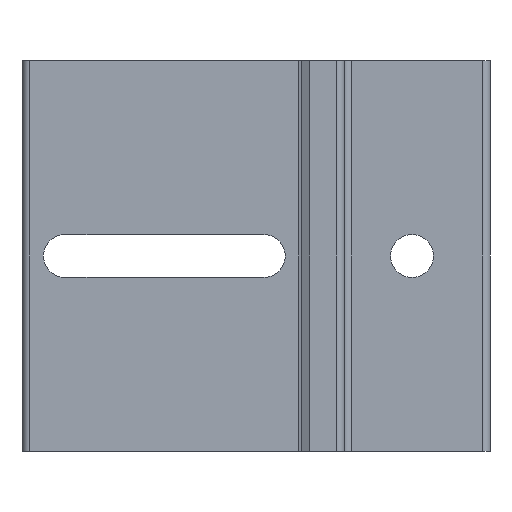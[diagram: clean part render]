
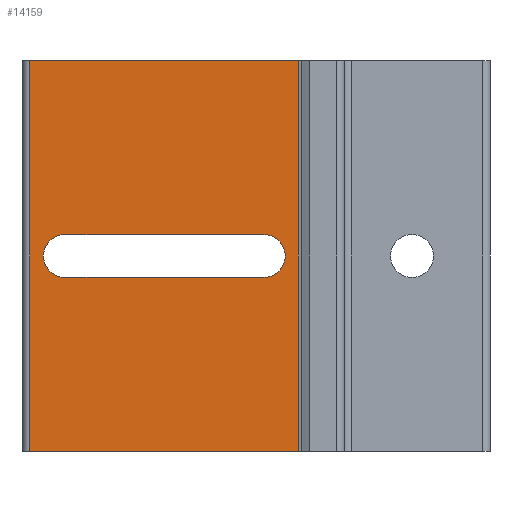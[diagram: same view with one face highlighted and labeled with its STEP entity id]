
A CAD part, front view. The second image highlights one B-rep face of the part: STEP entity #14159.
In plain terms, the highlighted planar face has unit normal (0, -1, 0).
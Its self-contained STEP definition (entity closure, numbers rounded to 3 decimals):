
#111=CARTESIAN_POINT('',(-10.3,0.,2.75));
#112=VERTEX_POINT('',#111);
#119=CARTESIAN_POINT('',(-35.8,0.,2.75));
#120=VERTEX_POINT('',#119);
#121=CARTESIAN_POINT('',(-35.8,0.,2.75));
#122=DIRECTION('',(1.0,0.0,0.0));
#123=VECTOR('',#122,25.5);
#124=LINE('',#121,#123);
#125=EDGE_CURVE('',#120,#112,#124,.T.);
#151=CARTESIAN_POINT('',(-35.8,0.,-2.75));
#152=VERTEX_POINT('',#151);
#153=CARTESIAN_POINT('',(-35.8,0.,0.0));
#154=DIRECTION('',(0.0,1.0,0.0));
#155=DIRECTION('',(0.0,0.0,1.0));
#156=AXIS2_PLACEMENT_3D('',#153,#154,#155);
#157=CIRCLE('',#156,2.75);
#158=EDGE_CURVE('',#152,#120,#157,.T.);
#183=CARTESIAN_POINT('',(-10.3,0.,-2.75));
#184=VERTEX_POINT('',#183);
#185=CARTESIAN_POINT('',(-10.3,0.,-2.75));
#186=DIRECTION('',(-1.0,0.0,0.0));
#187=VECTOR('',#186,25.5);
#188=LINE('',#185,#187);
#189=EDGE_CURVE('',#184,#152,#188,.T.);
#213=CARTESIAN_POINT('',(-10.3,0.,0.0));
#214=DIRECTION('',(0.0,1.0,0.0));
#215=DIRECTION('',(0.0,0.0,-1.0));
#216=AXIS2_PLACEMENT_3D('',#213,#214,#215);
#217=CIRCLE('',#216,2.75);
#218=EDGE_CURVE('',#112,#184,#217,.T.);
#10233=CARTESIAN_POINT('',(-5.9,0.,-25.0));
#10234=VERTEX_POINT('',#10233);
#10242=CARTESIAN_POINT('',(-40.3,0.,-25.0));
#10243=VERTEX_POINT('',#10242);
#10244=CARTESIAN_POINT('',(-40.3,0.,-25.0));
#10245=DIRECTION('',(1.0,0.0,0.0));
#10246=VECTOR('',#10245,34.4);
#10247=LINE('',#10244,#10246);
#10248=EDGE_CURVE('',#10243,#10234,#10247,.T.);
#14110=CARTESIAN_POINT('',(-5.9,0.,25.0));
#14111=VERTEX_POINT('',#14110);
#14119=CARTESIAN_POINT('',(-5.9,0.,25.0));
#14120=DIRECTION('',(0.0,0.0,-1.0));
#14121=VECTOR('',#14120,50.0);
#14122=LINE('',#14119,#14121);
#14123=EDGE_CURVE('',#14111,#10234,#14122,.T.);
#14130=CARTESIAN_POINT('',(-5.9,0.,0.0));
#14131=DIRECTION('',(0.0,-1.0,0.0));
#14132=DIRECTION('',(0.0,0.0,-1.0));
#14133=AXIS2_PLACEMENT_3D('',#14130,#14131,#14132);
#14134=PLANE('',#14133);
#14135=CARTESIAN_POINT('',(-40.3,0.,25.0));
#14136=VERTEX_POINT('',#14135);
#14137=CARTESIAN_POINT('',(-5.9,0.,25.0));
#14138=DIRECTION('',(-1.0,0.0,0.0));
#14139=VECTOR('',#14138,34.4);
#14140=LINE('',#14137,#14139);
#14141=EDGE_CURVE('',#14111,#14136,#14140,.T.);
#14142=ORIENTED_EDGE('',*,*,#14141,.T.);
#14143=CARTESIAN_POINT('',(-40.3,0.,25.0));
#14144=DIRECTION('',(0.0,0.0,-1.0));
#14145=VECTOR('',#14144,50.0);
#14146=LINE('',#14143,#14145);
#14147=EDGE_CURVE('',#14136,#10243,#14146,.T.);
#14148=ORIENTED_EDGE('',*,*,#14147,.T.);
#14149=ORIENTED_EDGE('',*,*,#10248,.T.);
#14150=ORIENTED_EDGE('',*,*,#14123,.F.);
#14151=EDGE_LOOP('',(#14142,#14148,#14149,#14150));
#14152=FACE_OUTER_BOUND('',#14151,.T.);
#14153=ORIENTED_EDGE('',*,*,#125,.T.);
#14154=ORIENTED_EDGE('',*,*,#218,.T.);
#14155=ORIENTED_EDGE('',*,*,#189,.T.);
#14156=ORIENTED_EDGE('',*,*,#158,.T.);
#14157=EDGE_LOOP('',(#14153,#14154,#14155,#14156));
#14158=FACE_BOUND('',#14157,.T.);
#14159=ADVANCED_FACE('',(#14152,#14158),#14134,.T.);
